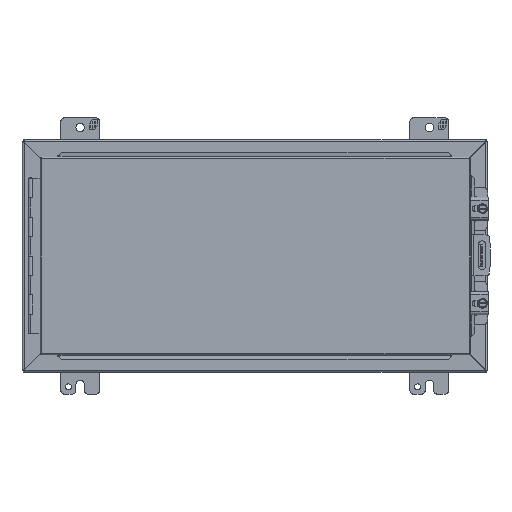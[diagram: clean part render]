
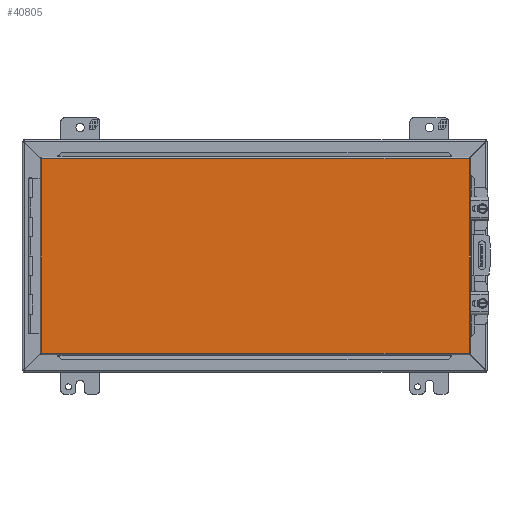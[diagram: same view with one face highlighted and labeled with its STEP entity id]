
A CAD part, front view. The second image highlights one B-rep face of the part: STEP entity #40805.
In plain terms, the highlighted planar face has unit normal (0, -1, 0).
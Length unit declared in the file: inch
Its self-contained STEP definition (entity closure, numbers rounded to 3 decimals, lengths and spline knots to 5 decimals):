
#81 = VERTEX_POINT ( 'NONE', #35805 ) ;
#160 = VERTEX_POINT ( 'NONE', #19948 ) ;
#1601 = PLANE ( 'NONE',  #31748 ) ;
#2348 = VERTEX_POINT ( 'NONE', #39887 ) ;
#3748 = LINE ( 'NONE', #4465, #17612 ) ;
#3985 = DIRECTION ( 'NONE',  ( 0., 0., -1. ) ) ;
#4465 = CARTESIAN_POINT ( 'NONE',  ( -10.98427, -7.18504, -5.02372 ) ) ;
#8940 = FACE_OUTER_BOUND ( 'NONE', #37439, .T. ) ;
#11970 = DIRECTION ( 'NONE',  ( -1., 0., 0. ) ) ;
#13258 = LINE ( 'NONE', #31736, #19491 ) ;
#14285 = ORIENTED_EDGE ( 'NONE', *, *, #35728, .T. ) ;
#15663 = CARTESIAN_POINT ( 'NONE',  ( 11.04625, -7.18504, -5.02372 ) ) ;
#16529 = DIRECTION ( 'NONE',  ( 0., 0., -1. ) ) ;
#17612 = VECTOR ( 'NONE', #3985, 39.37008 ) ;
#19491 = VECTOR ( 'NONE', #27342, 39.37008 ) ;
#19948 = CARTESIAN_POINT ( 'NONE',  ( -10.98427, -7.18504, -5.02372 ) ) ;
#20995 = EDGE_CURVE ( 'NONE', #2348, #81, #38347, .T. ) ;
#21270 = EDGE_CURVE ( 'NONE', #43183, #2348, #13258, .T. ) ;
#23028 = CARTESIAN_POINT ( 'NONE',  ( -10.98427, -7.18504, 5.02376 ) ) ;
#27342 = DIRECTION ( 'NONE',  ( 0., 0., 1. ) ) ;
#28704 = DIRECTION ( 'NONE',  ( 1., 0., 0. ) ) ;
#31736 = CARTESIAN_POINT ( 'NONE',  ( 11.04625, -7.18504, 5.02376 ) ) ;
#31748 = AXIS2_PLACEMENT_3D ( 'NONE', #39010, #39254, #16529 ) ;
#32394 = CARTESIAN_POINT ( 'NONE',  ( 11.04625, -7.18504, -5.02372 ) ) ;
#33307 = ORIENTED_EDGE ( 'NONE', *, *, #20995, .T. ) ;
#33461 = ORIENTED_EDGE ( 'NONE', *, *, #21270, .T. ) ;
#35728 = EDGE_CURVE ( 'NONE', #160, #43183, #41030, .T. ) ;
#35805 = CARTESIAN_POINT ( 'NONE',  ( -10.98427, -7.18504, 5.02376 ) ) ;
#37439 = EDGE_LOOP ( 'NONE', ( #14285, #33461, #33307, #42382 ) ) ;
#37950 = VECTOR ( 'NONE', #11970, 39.37008 ) ;
#38347 = LINE ( 'NONE', #23028, #37950 ) ;
#39010 = CARTESIAN_POINT ( 'NONE',  ( 11.04625, -7.18504, 5.02376 ) ) ;
#39254 = DIRECTION ( 'NONE',  ( 0., -1., 0. ) ) ;
#39887 = CARTESIAN_POINT ( 'NONE',  ( 11.04625, -7.18504, 5.02376 ) ) ;
#40805 = ADVANCED_FACE ( 'NONE', ( #8940 ), #1601, .T. ) ;
#41030 = LINE ( 'NONE', #32394, #48496 ) ;
#42129 = EDGE_CURVE ( 'NONE', #81, #160, #3748, .T. ) ;
#42382 = ORIENTED_EDGE ( 'NONE', *, *, #42129, .T. ) ;
#43183 = VERTEX_POINT ( 'NONE', #15663 ) ;
#48496 = VECTOR ( 'NONE', #28704, 39.37008 ) ;
